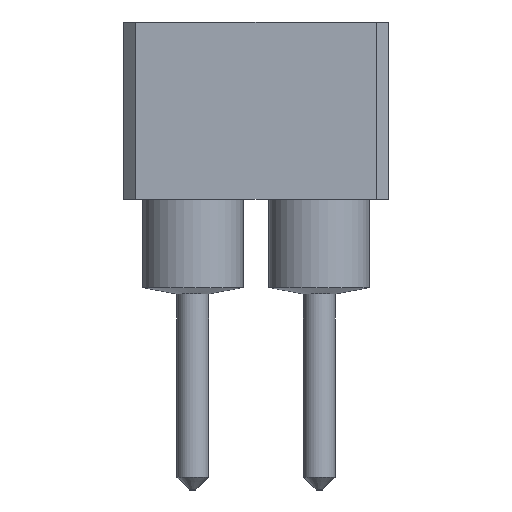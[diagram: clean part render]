
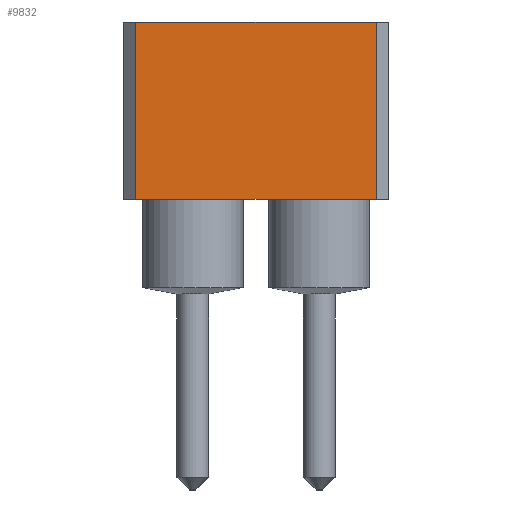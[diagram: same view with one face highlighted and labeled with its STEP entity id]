
A CAD part, front view. The second image highlights one B-rep face of the part: STEP entity #9832.
In plain terms, the highlighted planar face has unit normal (0, -1, 0).
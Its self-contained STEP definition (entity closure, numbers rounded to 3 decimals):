
#9691 = PLANE('',#9692);
#9692 = AXIS2_PLACEMENT_3D('',#9693,#9694,#9695);
#9693 = CARTESIAN_POINT('',(1.,0.,2.8));
#9694 = DIRECTION('',(0.,0.,1.));
#9695 = DIRECTION('',(1.,0.,0.));
#9719 = PLANE('',#9720);
#9720 = AXIS2_PLACEMENT_3D('',#9721,#9722,#9723);
#9721 = CARTESIAN_POINT('',(-1.1,-0.8,0.));
#9722 = DIRECTION('',(0.707,0.707,0.));
#9723 = DIRECTION('',(0.707,-0.707,0.));
#9745 = PLANE('',#9746);
#9746 = AXIS2_PLACEMENT_3D('',#9747,#9748,#9749);
#9747 = CARTESIAN_POINT('',(1.,0.,0.));
#9748 = DIRECTION('',(0.,0.,1.));
#9749 = DIRECTION('',(1.,0.,0.));
#9762 = VERTEX_POINT('',#9763);
#9763 = CARTESIAN_POINT('',(-0.9,-1.,2.8));
#9784 = EDGE_CURVE('',#9785,#9762,#9787,.T.);
#9785 = VERTEX_POINT('',#9786);
#9786 = CARTESIAN_POINT('',(-0.9,-1.,0.));
#9787 = SURFACE_CURVE('',#9788,(#9792,#9799),.PCURVE_S1.);
#9788 = LINE('',#9789,#9790);
#9789 = CARTESIAN_POINT('',(-0.9,-1.,0.));
#9790 = VECTOR('',#9791,1.);
#9791 = DIRECTION('',(0.,0.,1.));
#9792 = PCURVE('',#9719,#9793);
#9793 = DEFINITIONAL_REPRESENTATION('',(#9794),#9798);
#9794 = LINE('',#9795,#9796);
#9795 = CARTESIAN_POINT('',(0.283,0.));
#9796 = VECTOR('',#9797,1.);
#9797 = DIRECTION('',(0.,-1.));
#9798 = ( GEOMETRIC_REPRESENTATION_CONTEXT(2) 
PARAMETRIC_REPRESENTATION_CONTEXT() REPRESENTATION_CONTEXT('2D SPACE',''
  ) );
#9799 = PCURVE('',#9800,#9805);
#9800 = PLANE('',#9801);
#9801 = AXIS2_PLACEMENT_3D('',#9802,#9803,#9804);
#9802 = CARTESIAN_POINT('',(-0.9,-1.,0.));
#9803 = DIRECTION('',(0.,1.,0.));
#9804 = DIRECTION('',(1.,0.,0.));
#9805 = DEFINITIONAL_REPRESENTATION('',(#9806),#9810);
#9806 = LINE('',#9807,#9808);
#9807 = CARTESIAN_POINT('',(0.,0.));
#9808 = VECTOR('',#9809,1.);
#9809 = DIRECTION('',(0.,-1.));
#9810 = ( GEOMETRIC_REPRESENTATION_CONTEXT(2) 
PARAMETRIC_REPRESENTATION_CONTEXT() REPRESENTATION_CONTEXT('2D SPACE',''
  ) );
#9832 = ADVANCED_FACE('',(#9833),#9800,.F.);
#9833 = FACE_BOUND('',#9834,.F.);
#9834 = EDGE_LOOP('',(#9835,#9836,#9859,#9887));
#9835 = ORIENTED_EDGE('',*,*,#9784,.T.);
#9836 = ORIENTED_EDGE('',*,*,#9837,.T.);
#9837 = EDGE_CURVE('',#9762,#9838,#9840,.T.);
#9838 = VERTEX_POINT('',#9839);
#9839 = CARTESIAN_POINT('',(2.9,-1.,2.8));
#9840 = SURFACE_CURVE('',#9841,(#9845,#9852),.PCURVE_S1.);
#9841 = LINE('',#9842,#9843);
#9842 = CARTESIAN_POINT('',(-0.9,-1.,2.8));
#9843 = VECTOR('',#9844,1.);
#9844 = DIRECTION('',(1.,0.,0.));
#9845 = PCURVE('',#9800,#9846);
#9846 = DEFINITIONAL_REPRESENTATION('',(#9847),#9851);
#9847 = LINE('',#9848,#9849);
#9848 = CARTESIAN_POINT('',(0.,-2.8));
#9849 = VECTOR('',#9850,1.);
#9850 = DIRECTION('',(1.,0.));
#9851 = ( GEOMETRIC_REPRESENTATION_CONTEXT(2) 
PARAMETRIC_REPRESENTATION_CONTEXT() REPRESENTATION_CONTEXT('2D SPACE',''
  ) );
#9852 = PCURVE('',#9691,#9853);
#9853 = DEFINITIONAL_REPRESENTATION('',(#9854),#9858);
#9854 = LINE('',#9855,#9856);
#9855 = CARTESIAN_POINT('',(-1.9,-1.));
#9856 = VECTOR('',#9857,1.);
#9857 = DIRECTION('',(1.,0.));
#9858 = ( GEOMETRIC_REPRESENTATION_CONTEXT(2) 
PARAMETRIC_REPRESENTATION_CONTEXT() REPRESENTATION_CONTEXT('2D SPACE',''
  ) );
#9859 = ORIENTED_EDGE('',*,*,#9860,.F.);
#9860 = EDGE_CURVE('',#9861,#9838,#9863,.T.);
#9861 = VERTEX_POINT('',#9862);
#9862 = CARTESIAN_POINT('',(2.9,-1.,0.));
#9863 = SURFACE_CURVE('',#9864,(#9868,#9875),.PCURVE_S1.);
#9864 = LINE('',#9865,#9866);
#9865 = CARTESIAN_POINT('',(2.9,-1.,0.));
#9866 = VECTOR('',#9867,1.);
#9867 = DIRECTION('',(0.,0.,1.));
#9868 = PCURVE('',#9800,#9869);
#9869 = DEFINITIONAL_REPRESENTATION('',(#9870),#9874);
#9870 = LINE('',#9871,#9872);
#9871 = CARTESIAN_POINT('',(3.8,0.));
#9872 = VECTOR('',#9873,1.);
#9873 = DIRECTION('',(0.,-1.));
#9874 = ( GEOMETRIC_REPRESENTATION_CONTEXT(2) 
PARAMETRIC_REPRESENTATION_CONTEXT() REPRESENTATION_CONTEXT('2D SPACE',''
  ) );
#9875 = PCURVE('',#9876,#9881);
#9876 = PLANE('',#9877);
#9877 = AXIS2_PLACEMENT_3D('',#9878,#9879,#9880);
#9878 = CARTESIAN_POINT('',(2.9,-1.,0.));
#9879 = DIRECTION('',(-0.707,0.707,0.));
#9880 = DIRECTION('',(0.707,0.707,0.));
#9881 = DEFINITIONAL_REPRESENTATION('',(#9882),#9886);
#9882 = LINE('',#9883,#9884);
#9883 = CARTESIAN_POINT('',(0.,0.));
#9884 = VECTOR('',#9885,1.);
#9885 = DIRECTION('',(0.,-1.));
#9886 = ( GEOMETRIC_REPRESENTATION_CONTEXT(2) 
PARAMETRIC_REPRESENTATION_CONTEXT() REPRESENTATION_CONTEXT('2D SPACE',''
  ) );
#9887 = ORIENTED_EDGE('',*,*,#9888,.F.);
#9888 = EDGE_CURVE('',#9785,#9861,#9889,.T.);
#9889 = SURFACE_CURVE('',#9890,(#9894,#9901),.PCURVE_S1.);
#9890 = LINE('',#9891,#9892);
#9891 = CARTESIAN_POINT('',(-0.9,-1.,0.));
#9892 = VECTOR('',#9893,1.);
#9893 = DIRECTION('',(1.,0.,0.));
#9894 = PCURVE('',#9800,#9895);
#9895 = DEFINITIONAL_REPRESENTATION('',(#9896),#9900);
#9896 = LINE('',#9897,#9898);
#9897 = CARTESIAN_POINT('',(0.,0.));
#9898 = VECTOR('',#9899,1.);
#9899 = DIRECTION('',(1.,0.));
#9900 = ( GEOMETRIC_REPRESENTATION_CONTEXT(2) 
PARAMETRIC_REPRESENTATION_CONTEXT() REPRESENTATION_CONTEXT('2D SPACE',''
  ) );
#9901 = PCURVE('',#9745,#9902);
#9902 = DEFINITIONAL_REPRESENTATION('',(#9903),#9907);
#9903 = LINE('',#9904,#9905);
#9904 = CARTESIAN_POINT('',(-1.9,-1.));
#9905 = VECTOR('',#9906,1.);
#9906 = DIRECTION('',(1.,0.));
#9907 = ( GEOMETRIC_REPRESENTATION_CONTEXT(2) 
PARAMETRIC_REPRESENTATION_CONTEXT() REPRESENTATION_CONTEXT('2D SPACE',''
  ) );
